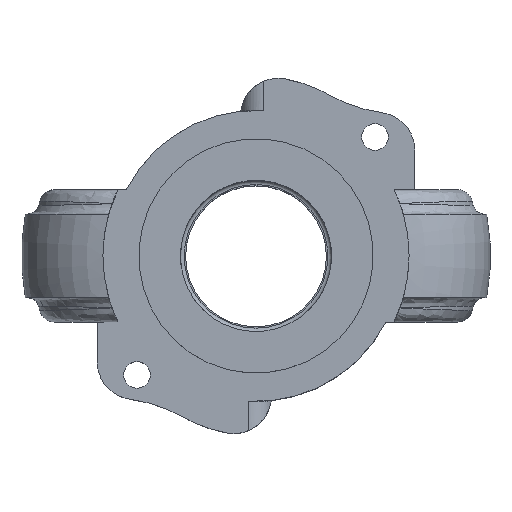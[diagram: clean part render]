
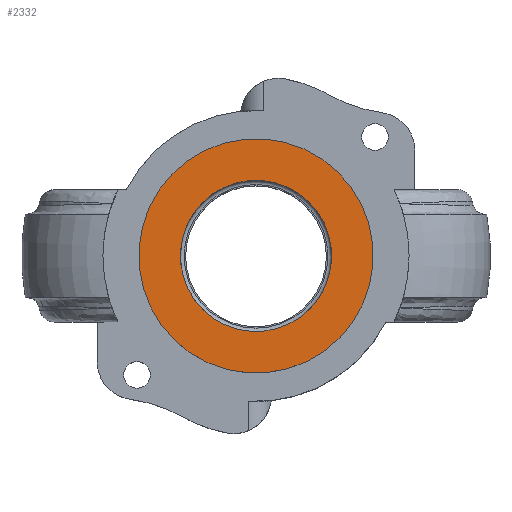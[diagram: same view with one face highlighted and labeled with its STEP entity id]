
A CAD part, top view. The second image highlights one B-rep face of the part: STEP entity #2332.
In plain terms, the highlighted planar face has unit normal (0, 0, 1).
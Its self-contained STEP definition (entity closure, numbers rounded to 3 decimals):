
#57=FACE_BOUND('',#517,.T.);
#234=CIRCLE('',#2561,10.);
#235=CIRCLE('',#2562,10.);
#238=CIRCLE('',#2567,15.5);
#239=CIRCLE('',#2568,15.5);
#380=FACE_OUTER_BOUND('',#516,.T.);
#516=EDGE_LOOP('',(#2040,#2041));
#517=EDGE_LOOP('',(#2042,#2043));
#1025=VERTEX_POINT('',#5800);
#1026=VERTEX_POINT('',#5802);
#1027=VERTEX_POINT('',#5809);
#1028=VERTEX_POINT('',#5810);
#1362=EDGE_CURVE('',#1026,#1025,#234,.T.);
#1363=EDGE_CURVE('',#1025,#1026,#235,.T.);
#1366=EDGE_CURVE('',#1027,#1028,#238,.T.);
#1367=EDGE_CURVE('',#1028,#1027,#239,.T.);
#2040=ORIENTED_EDGE('',*,*,#1366,.F.);
#2041=ORIENTED_EDGE('',*,*,#1367,.F.);
#2042=ORIENTED_EDGE('',*,*,#1362,.T.);
#2043=ORIENTED_EDGE('',*,*,#1363,.T.);
#2082=PLANE('',#2566);
#2332=ADVANCED_FACE('',(#380,#57),#2082,.T.);
#2561=AXIS2_PLACEMENT_3D('',#5803,#3072,#3073);
#2562=AXIS2_PLACEMENT_3D('',#5804,#3074,#3075);
#2566=AXIS2_PLACEMENT_3D('',#5808,#3082,#3083);
#2567=AXIS2_PLACEMENT_3D('',#5811,#3084,#3085);
#2568=AXIS2_PLACEMENT_3D('',#5812,#3086,#3087);
#3072=DIRECTION('center_axis',(0.,0.,-1.));
#3073=DIRECTION('ref_axis',(-0.101,0.995,0.));
#3074=DIRECTION('center_axis',(0.,0.,-1.));
#3075=DIRECTION('ref_axis',(-0.101,0.995,0.));
#3082=DIRECTION('center_axis',(0.,0.,1.));
#3083=DIRECTION('ref_axis',(0.995,0.101,0.));
#3084=DIRECTION('center_axis',(0.,0.,-1.));
#3085=DIRECTION('ref_axis',(-0.101,0.995,0.));
#3086=DIRECTION('center_axis',(0.,0.,-1.));
#3087=DIRECTION('ref_axis',(-0.101,0.995,0.));
#5800=CARTESIAN_POINT('',(1.014,-9.948,0.872));
#5802=CARTESIAN_POINT('',(-1.014,9.948,0.872));
#5803=CARTESIAN_POINT('Origin',(0.,0.,0.872));
#5804=CARTESIAN_POINT('Origin',(0.,0.,0.872));
#5808=CARTESIAN_POINT('Origin',(-1.293,12.684,0.872));
#5809=CARTESIAN_POINT('',(-1.572,15.42,0.872));
#5810=CARTESIAN_POINT('',(1.572,-15.42,0.872));
#5811=CARTESIAN_POINT('Origin',(0.,0.,0.872));
#5812=CARTESIAN_POINT('Origin',(0.,0.,0.872));
